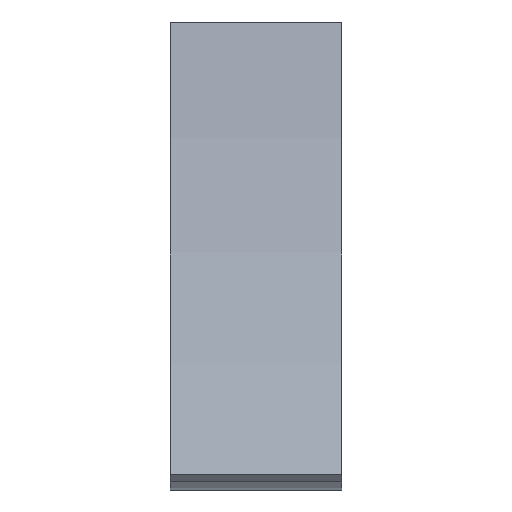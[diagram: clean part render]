
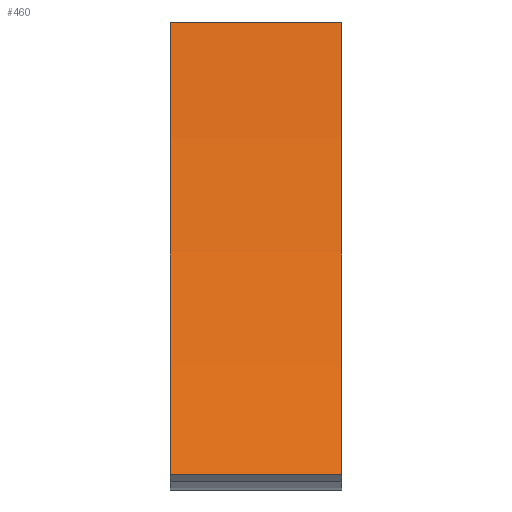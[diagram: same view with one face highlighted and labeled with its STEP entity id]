
A CAD part, left-side view. The second image highlights one B-rep face of the part: STEP entity #460.
In plain terms, the highlighted cylindrical face has radius 335 mm (diameter 670 mm), a partial arc.
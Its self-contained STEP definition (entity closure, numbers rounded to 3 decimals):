
#6 = DIRECTION ( 'NONE',  ( 0., -1., 0. ) ) ;
#21 = ORIENTED_EDGE ( 'NONE', *, *, #415, .T. ) ;
#37 = LINE ( 'NONE', #372, #337 ) ;
#39 = AXIS2_PLACEMENT_3D ( 'NONE', #158, #6, #40 ) ;
#40 = DIRECTION ( 'NONE',  ( 0., 0., 1. ) ) ;
#45 = DIRECTION ( 'NONE',  ( 0., -1., 0. ) ) ;
#50 = FACE_OUTER_BOUND ( 'NONE', #499, .T. ) ;
#51 = CARTESIAN_POINT ( 'NONE',  ( -377.924, 30., 96.297 ) ) ;
#64 = CIRCLE ( 'NONE', #39, 335. ) ;
#88 = CARTESIAN_POINT ( 'NONE',  ( -65.797, 30., -25.365 ) ) ;
#124 = AXIS2_PLACEMENT_3D ( 'NONE', #51, #213, #254 ) ;
#158 = CARTESIAN_POINT ( 'NONE',  ( -377.924, 0., 96.297 ) ) ;
#167 = CARTESIAN_POINT ( 'NONE',  ( -45.636, 0., 53.759 ) ) ;
#195 = ORIENTED_EDGE ( 'NONE', *, *, #498, .F. ) ;
#200 = CARTESIAN_POINT ( 'NONE',  ( -65.797, 0., -25.365 ) ) ;
#210 = DIRECTION ( 'NONE',  ( 0., -1., 0. ) ) ;
#213 = DIRECTION ( 'NONE',  ( 0., -1., 0. ) ) ;
#250 = DIRECTION ( 'NONE',  ( 0., -1., 0. ) ) ;
#254 = DIRECTION ( 'NONE',  ( 0., 0., 1. ) ) ;
#262 = VECTOR ( 'NONE', #45, 1000. ) ;
#277 = ORIENTED_EDGE ( 'NONE', *, *, #396, .T. ) ;
#331 = DIRECTION ( 'NONE',  ( 0., 0., -1. ) ) ;
#337 = VECTOR ( 'NONE', #250, 1000. ) ;
#340 = VERTEX_POINT ( 'NONE', #442 ) ;
#355 = EDGE_CURVE ( 'NONE', #340, #443, #37, .T. ) ;
#365 = AXIS2_PLACEMENT_3D ( 'NONE', #402, #210, #331 ) ;
#372 = CARTESIAN_POINT ( 'NONE',  ( -45.636, 30., 53.759 ) ) ;
#384 = VERTEX_POINT ( 'NONE', #88 ) ;
#396 = EDGE_CURVE ( 'NONE', #384, #471, #413, .T. ) ;
#398 = ORIENTED_EDGE ( 'NONE', *, *, #355, .F. ) ;
#402 = CARTESIAN_POINT ( 'NONE',  ( -377.924, 30., 96.297 ) ) ;
#409 = CIRCLE ( 'NONE', #124, 335. ) ;
#413 = LINE ( 'NONE', #520, #262 ) ;
#415 = EDGE_CURVE ( 'NONE', #471, #443, #64, .T. ) ;
#442 = CARTESIAN_POINT ( 'NONE',  ( -45.636, 30., 53.759 ) ) ;
#443 = VERTEX_POINT ( 'NONE', #167 ) ;
#444 = CYLINDRICAL_SURFACE ( 'NONE', #365, 335. ) ;
#460 = ADVANCED_FACE ( 'NONE', ( #50 ), #444, .F. ) ;
#471 = VERTEX_POINT ( 'NONE', #200 ) ;
#498 = EDGE_CURVE ( 'NONE', #384, #340, #409, .T. ) ;
#499 = EDGE_LOOP ( 'NONE', ( #21, #398, #195, #277 ) ) ;
#520 = CARTESIAN_POINT ( 'NONE',  ( -65.797, 30., -25.365 ) ) ;
